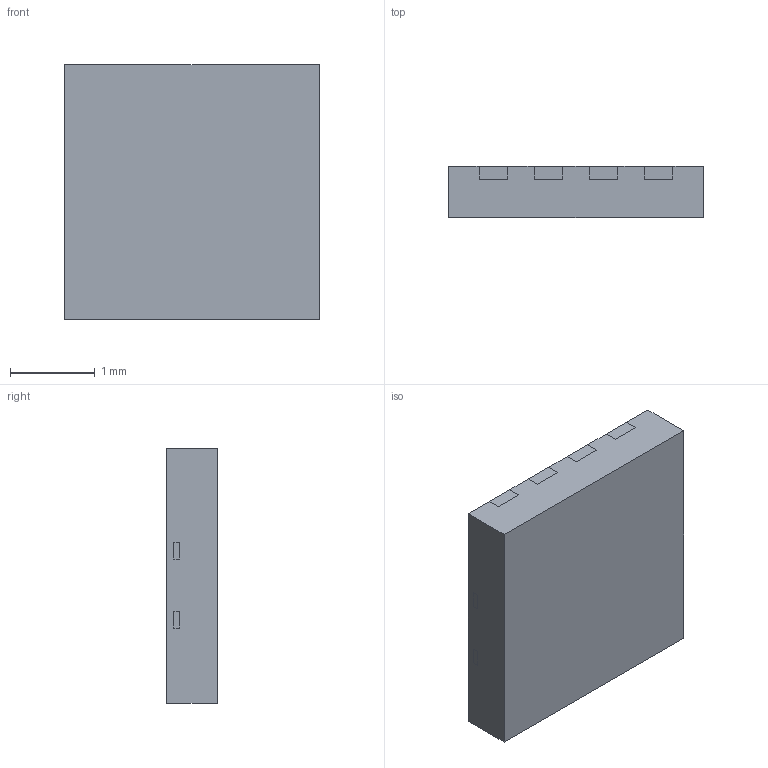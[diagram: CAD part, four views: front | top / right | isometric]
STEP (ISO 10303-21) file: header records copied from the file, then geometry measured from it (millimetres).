
FILE_DESCRIPTION(/* description */ (''),/* implementation_level */ '2;1');
FILE_NAME(/* name */ 'DFN3030D-8_STP',/* time_stamp */ '2020-07-31T16:10:31+08:00',/* author */ ('Wei Wu'),/* organization */ ('Diodes'),/* preprocessor_version */ 'ST-DEVELOPER v16.7',/* originating_system */ 'DEX',/* authorisation */ $);
FILE_SCHEMA (('AUTOMOTIVE_DESIGN {1 0 10303 214 3 1 1}'));
Length unit declared in the file: millimetre
Products named in the file (3): DFN3030D-8; LF; CP
Assembly tree (2 placements, depth 2):
  DFN3030D-8
    LF
    CP
Bounding box: 3 x 0.6 x 3 mm (x, y, z)
Volume: 5.4 mm3; surface area: 50 mm2
Topology: 9 solids, 9 shells, 327 faces, 942 edges, 628 vertices
Faces by surface type: plane 259, cylinder 68
Entity records: 11905 total; most frequent: CARTESIAN_POINT 1900, ORIENTED_EDGE 1884, DIRECTION 1738, EDGE_CURVE 942, LINE 806, VECTOR 806, VERTEX_POINT 628, AXIS2_PLACEMENT_3D 466
